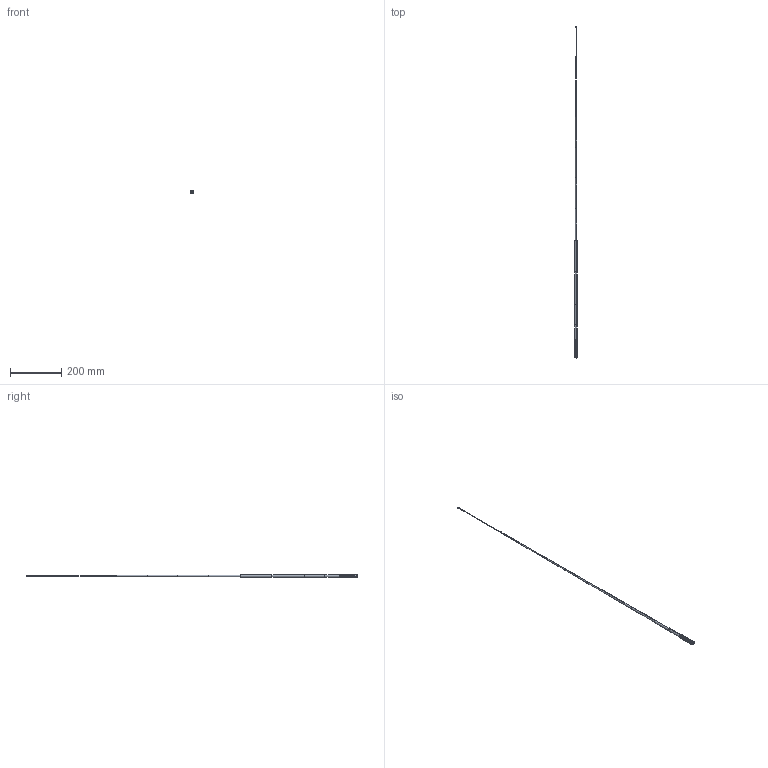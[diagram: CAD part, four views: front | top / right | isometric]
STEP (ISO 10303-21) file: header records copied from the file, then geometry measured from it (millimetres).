
FILE_DESCRIPTION (( 'STEP AP214' ), '1' );
FILE_NAME ('FMANRBD1032_3D.step', '2023-04-03T18:56:12', ( '' ), ( '' ), 'SwSTEP 2.0', 'SolidWorks 2022', '' );
FILE_SCHEMA (( 'AUTOMOTIVE_DESIGN' ));
Length unit declared in the file: inch
Products named in the file (5): 1AB05-016^FMANRBD1032; FMANRBD1032_3D; Copy of 1AB05-016-MA3^1AB05-016_FMANRBD1032; LCANRBD1032; Copy of 1AB05-016-MA1^1AB05-016_FMANRBD1032_with flange
Assembly tree (4 placements, depth 3):
  FMANRBD1032_3D
    LCANRBD1032
    1AB05-016^FMANRBD1032
      Copy of 1AB05-016-MA1^1AB05-016_FMANRBD1032_with flange
      Copy of 1AB05-016-MA3^1AB05-016_FMANRBD1032
Bounding box: 15.4 x 1300.8 x 15.29 mm (x, y, z)
Volume: 49938.3 mm3; surface area: 29437.1 mm2
Topology: 5 solids, 5 shells, 495 faces, 1286 edges, 819 vertices
Faces by surface type: plane 201, cylinder 172, torus 104, cone 8, bspline 8, sphere 2
Entity records: 16243 total; most frequent: CARTESIAN_POINT 3136, DIRECTION 2798, ORIENTED_EDGE 2572, EDGE_CURVE 1286, AXIS2_PLACEMENT_3D 1067, VERTEX_POINT 819, VECTOR 664, LINE 664
